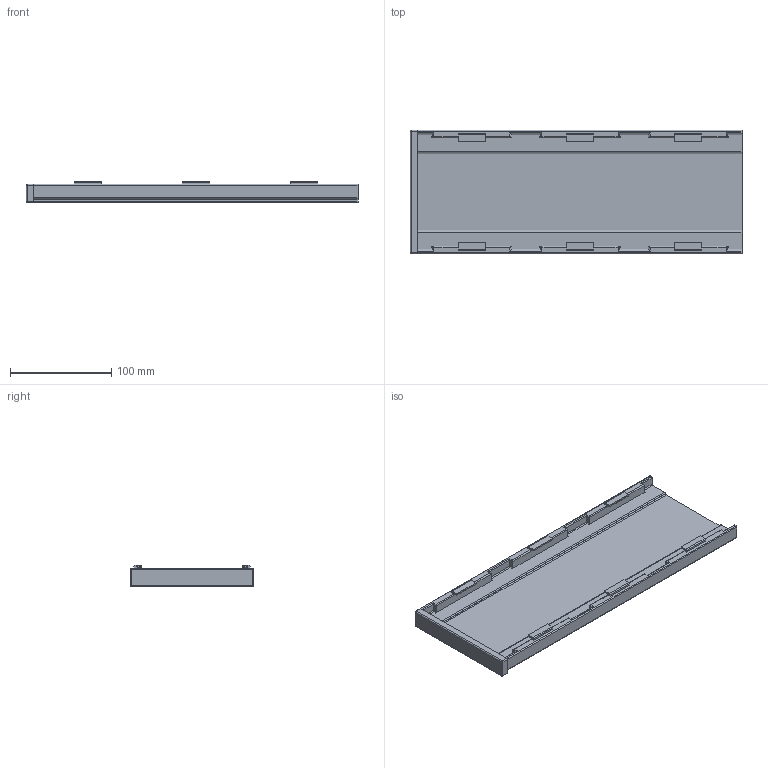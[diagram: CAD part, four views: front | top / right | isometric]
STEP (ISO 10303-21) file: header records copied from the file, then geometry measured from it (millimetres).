
FILE_DESCRIPTION(('FreeCAD Model'),'2;1');
FILE_NAME('Open CASCADE Shape Model','2026-02-06T00:42:40',(''),(''), 'Open CASCADE STEP processor 7.8','FreeCAD','Unknown');
FILE_SCHEMA(('AUTOMOTIVE_DESIGN { 1 0 10303 214 1 1 1 1 }'));
Length unit declared in the file: millimetre
Products named in the file (5): _2026_02_05__IntechStudioGrid3_Holder_GitH__V01; Holder; yeah; HolderEnd; yeah_end
Assembly tree (4 placements, depth 3):
  _2026_02_05__IntechStudioGrid3_Holder_GitH__V01
    Holder
      yeah
    HolderEnd
      yeah_end
Bounding box: 327.3 x 122 x 20.95 mm (x, y, z)
Volume: 290923.4 mm3; surface area: 105672.1 mm2
Topology: 2 solids, 2 shells, 196 faces, 496 edges, 300 vertices
Faces by surface type: cylinder 102, plane 90, sphere 4
Entity records: 5870 total; most frequent: DIRECTION 1038, CARTESIAN_POINT 993, ORIENTED_EDGE 984, EDGE_CURVE 492, LINE 348, VECTOR 348, AXIS2_PLACEMENT_3D 345, VERTEX_POINT 300
